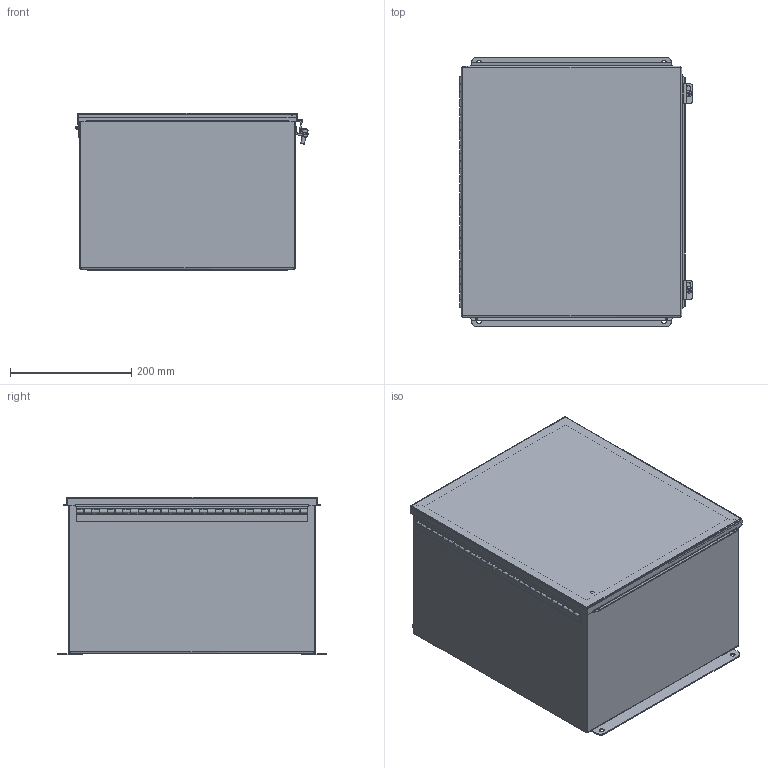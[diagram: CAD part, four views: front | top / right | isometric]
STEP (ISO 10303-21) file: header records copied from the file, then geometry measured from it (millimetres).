
FILE_DESCRIPTION((''),'2;1');
FILE_NAME('B161410CH.iam.stp','2012-02-09T07:14:39',(''),(''),'Autodesk Inventor 2012','Autodesk Inventor 2012','');
FILE_SCHEMA(('AUTOMOTIVE_DESIGN { 1 0 10303 214 1 1 1 1 }'));
Length unit declared in the file: inch
Products named in the file (14): B161410CH; 3499; 3486; C1001; C1002; 372134; B161410CHBKP; 328125; 328125LH; 328125P; 328125TH; 316169; 38811; B1614CHLID
Assembly tree (21 placements, depth 3):
  B161410CH
    3499  x4
    3486  x2
    C1001  x2
    C1002  x2
    372134  x2
    B161410CHBKP
    328125
      328125LH
      328125P
      328125TH
    316169  x2
    38811
    B1614CHLID
Bounding box: 383.21 x 444.5 x 259.58 mm (x, y, z)
Volume: 1478937.6 mm3; surface area: 1601490.4 mm2
Topology: 20 solids, 20 shells, 539 faces, 1353 edges, 863 vertices
Faces by surface type: plane 347, cylinder 147, bspline 36, sphere 4, cone 3, torus 2
Full cylindrical faces by diameter (mm): 2.54 x1, 2.957 x30, 3.556 x2, 3.962 x4, 4.826 x1, 4.978 x2, 6.35 x3, 7.62 x4, 7.874 x4, 8.738 x2, 10.402 x2, 15.875 x4
Entity records: 14022 total; most frequent: CARTESIAN_POINT 2996, DIRECTION 2106, ORIENTED_EDGE 2080, EDGE_CURVE 1040, VECTOR 784, LINE 784, VERTEX_POINT 682, AXIS2_PLACEMENT_3D 661
